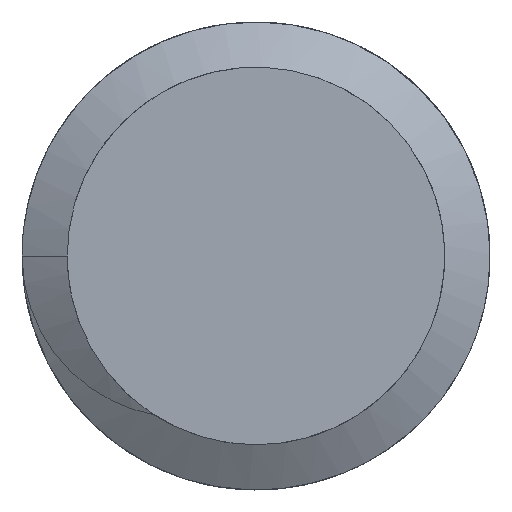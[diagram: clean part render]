
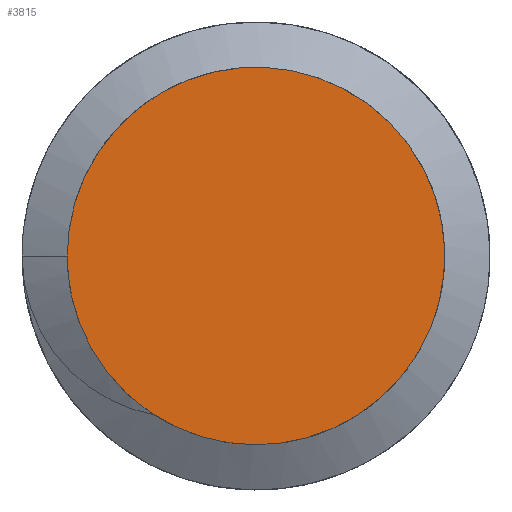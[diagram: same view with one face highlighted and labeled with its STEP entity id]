
A CAD part, left-side view. The second image highlights one B-rep face of the part: STEP entity #3815.
In plain terms, the highlighted free-form (B-spline) face has degree [1, 1] with [2, 2] control points.
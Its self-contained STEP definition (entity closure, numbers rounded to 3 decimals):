
#3159=CARTESIAN_POINT('',(0.,3.25,0.));
#3160=VERTEX_POINT('',#3159);
#3181=CARTESIAN_POINT('',(0.,3.25,0.));
#3182=CARTESIAN_POINT('',(0.,3.25,3.25));
#3183=CARTESIAN_POINT('',(0.,0.,3.25));
#3184=CARTESIAN_POINT('',(0.,-3.25,3.25));
#3185=CARTESIAN_POINT('',(0.,-3.25,0.));
#3186=CARTESIAN_POINT('',(0.,-3.25,-3.25));
#3187=CARTESIAN_POINT('',(0.,0.,-3.25));
#3188=CARTESIAN_POINT('',(0.,3.25,-3.25));
#3189=CARTESIAN_POINT('',(0.,3.25,0.));
#3190=(BOUNDED_CURVE()B_SPLINE_CURVE(2,(#3181,#3182,#3183,#3184,#3185,#3186,#3187,#3188,#3189),.CIRCULAR_ARC.,.T.,.U.)B_SPLINE_CURVE_WITH_KNOTS((3,2,2,2,3),(0.,0.25,0.5,0.75,1.),.UNSPECIFIED.)CURVE()GEOMETRIC_REPRESENTATION_ITEM()RATIONAL_B_SPLINE_CURVE((1.,0.707,1.,0.707,1.,0.707,1.,0.707,1.))REPRESENTATION_ITEM(''));
#3191=EDGE_CURVE('',#3160,#3160,#3190,.T.);
#3807=CARTESIAN_POINT('',(0.,-9.75,9.75));
#3808=CARTESIAN_POINT('',(0.,-9.75,-9.75));
#3809=CARTESIAN_POINT('',(0.,9.75,9.75));
#3810=CARTESIAN_POINT('',(0.,9.75,-9.75));
#3811=B_SPLINE_SURFACE_WITH_KNOTS('',1,1,((#3807,#3808),(#3809,#3810)),.PLANE_SURF.,.F.,.F.,.U.,(2,2),(2,2),(-1.,2.),(-1.,2.),.UNSPECIFIED.);
#3812=ORIENTED_EDGE('',*,*,#3191,.F.);
#3813=EDGE_LOOP('',(#3812));
#3814=FACE_OUTER_BOUND('',#3813,.T.);
#3815=ADVANCED_FACE('',(#3814),#3811,.T.);
